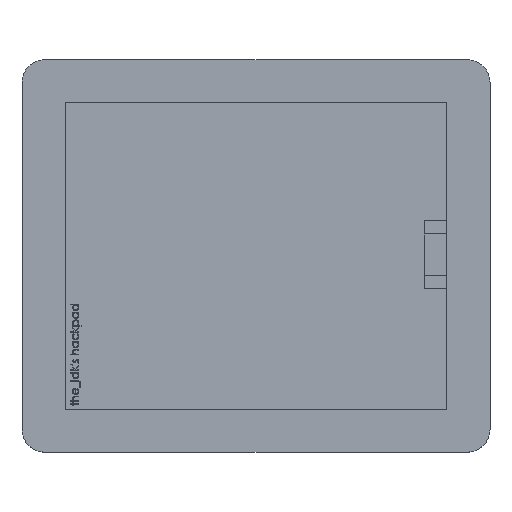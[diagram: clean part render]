
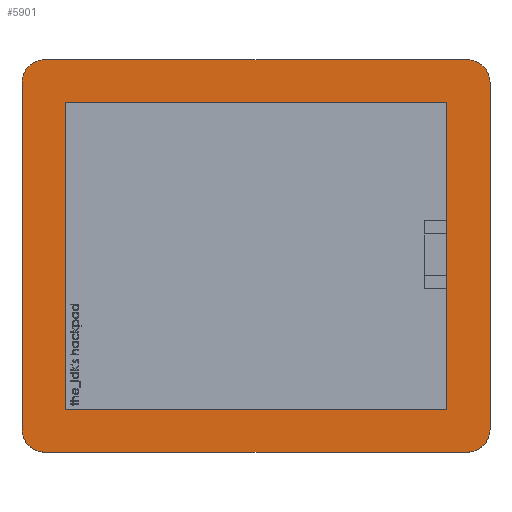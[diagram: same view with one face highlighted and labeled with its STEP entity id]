
A CAD part, top view. The second image highlights one B-rep face of the part: STEP entity #5901.
In plain terms, the highlighted planar face has unit normal (0, 0, 1).
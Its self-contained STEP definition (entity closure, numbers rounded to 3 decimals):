
#259 = VECTOR ( 'NONE', #10088, 1000. ) ;
#312 = EDGE_CURVE ( 'NONE', #2231, #991, #7295, .T. ) ;
#337 = EDGE_CURVE ( 'NONE', #739, #4390, #5912, .T. ) ;
#478 = CARTESIAN_POINT ( 'NONE',  ( -51.672, -43.338, 14.955 ) ) ;
#522 = EDGE_LOOP ( 'NONE', ( #11164, #8453, #4924, #8840, #6843, #10485, #11540, #7149 ) ) ;
#543 = CARTESIAN_POINT ( 'NONE',  ( -42.172, -33.838, 14.955 ) ) ;
#739 = VERTEX_POINT ( 'NONE', #2598 ) ;
#991 = VERTEX_POINT ( 'NONE', #4371 ) ;
#1011 = DIRECTION ( 'NONE',  ( 0., 1., 0. ) ) ;
#1082 = EDGE_CURVE ( 'NONE', #7282, #4051, #1806, .T. ) ;
#1090 = CARTESIAN_POINT ( 'NONE',  ( -42.172, 33.837, 14.955 ) ) ;
#1163 = CARTESIAN_POINT ( 'NONE',  ( -42.172, -33.838, 14.955 ) ) ;
#1241 = CARTESIAN_POINT ( 'NONE',  ( 46.672, -43.338, 14.955 ) ) ;
#1570 = EDGE_LOOP ( 'NONE', ( #4493, #7539, #9208, #2180 ) ) ;
#1588 = VECTOR ( 'NONE', #7524, 1000. ) ;
#1713 = VECTOR ( 'NONE', #8030, 1000. ) ;
#1782 = PLANE ( 'NONE',  #2094 ) ;
#1806 = LINE ( 'NONE', #8300, #259 ) ;
#1901 = CARTESIAN_POINT ( 'NONE',  ( 42.172, -33.837, 14.955 ) ) ;
#2094 = AXIS2_PLACEMENT_3D ( 'NONE', #3454, #5428, #5308 ) ;
#2180 = ORIENTED_EDGE ( 'NONE', *, *, #10997, .F. ) ;
#2231 = VERTEX_POINT ( 'NONE', #8548 ) ;
#2375 = CIRCLE ( 'NONE', #8662, 5. ) ;
#2529 = AXIS2_PLACEMENT_3D ( 'NONE', #3951, #3889, #4970 ) ;
#2598 = CARTESIAN_POINT ( 'NONE',  ( 42.172, 33.837, 14.955 ) ) ;
#2642 = VECTOR ( 'NONE', #5573, 1000. ) ;
#2663 = CARTESIAN_POINT ( 'NONE',  ( -51.672, 43.337, 14.955 ) ) ;
#2677 = CARTESIAN_POINT ( 'NONE',  ( -46.672, 43.337, 14.955 ) ) ;
#2897 = DIRECTION ( 'NONE',  ( 0., 1., 0. ) ) ;
#3060 = VECTOR ( 'NONE', #4118, 1000. ) ;
#3127 = VERTEX_POINT ( 'NONE', #10954 ) ;
#3454 = CARTESIAN_POINT ( 'NONE',  ( 0., 0., 14.955 ) ) ;
#3552 = CARTESIAN_POINT ( 'NONE',  ( -46.672, 38.337, 14.955 ) ) ;
#3592 = VERTEX_POINT ( 'NONE', #543 ) ;
#3635 = FACE_BOUND ( 'NONE', #1570, .T. ) ;
#3677 = DIRECTION ( 'NONE',  ( 1., 0., 0. ) ) ;
#3802 = DIRECTION ( 'NONE',  ( 0., 0., 1. ) ) ;
#3889 = DIRECTION ( 'NONE',  ( 0., 0., 1. ) ) ;
#3951 = CARTESIAN_POINT ( 'NONE',  ( 46.672, 38.337, 14.955 ) ) ;
#4042 = CARTESIAN_POINT ( 'NONE',  ( 42.172, -33.837, 14.955 ) ) ;
#4051 = VERTEX_POINT ( 'NONE', #1241 ) ;
#4118 = DIRECTION ( 'NONE',  ( 0., -1., 0. ) ) ;
#4164 = VERTEX_POINT ( 'NONE', #4042 ) ;
#4309 = DIRECTION ( 'NONE',  ( 0., 0., 1. ) ) ;
#4362 = DIRECTION ( 'NONE',  ( 1., 0., 0. ) ) ;
#4371 = CARTESIAN_POINT ( 'NONE',  ( 46.672, 43.337, 14.955 ) ) ;
#4390 = VERTEX_POINT ( 'NONE', #10505 ) ;
#4393 = VERTEX_POINT ( 'NONE', #8828 ) ;
#4493 = ORIENTED_EDGE ( 'NONE', *, *, #8879, .F. ) ;
#4749 = VERTEX_POINT ( 'NONE', #4971 ) ;
#4859 = LINE ( 'NONE', #1163, #2642 ) ;
#4924 = ORIENTED_EDGE ( 'NONE', *, *, #1082, .T. ) ;
#4968 = AXIS2_PLACEMENT_3D ( 'NONE', #6420, #3802, #3677 ) ;
#4970 = DIRECTION ( 'NONE',  ( 1., 0., 0. ) ) ;
#4971 = CARTESIAN_POINT ( 'NONE',  ( -51.672, 38.337, 14.955 ) ) ;
#5308 = DIRECTION ( 'NONE',  ( 1., 0., 0. ) ) ;
#5338 = AXIS2_PLACEMENT_3D ( 'NONE', #3552, #9985, #7183 ) ;
#5428 = DIRECTION ( 'NONE',  ( 0., 0., 1. ) ) ;
#5573 = DIRECTION ( 'NONE',  ( 0., -1., 0. ) ) ;
#5597 = CARTESIAN_POINT ( 'NONE',  ( -46.672, -43.338, 14.955 ) ) ;
#5607 = VECTOR ( 'NONE', #2897, 1000. ) ;
#5717 = CIRCLE ( 'NONE', #4968, 5. ) ;
#5815 = CARTESIAN_POINT ( 'NONE',  ( -42.172, -33.838, 14.955 ) ) ;
#5901 = ADVANCED_FACE ( 'NONE', ( #9944, #3635 ), #1782, .T. ) ;
#5912 = LINE ( 'NONE', #1090, #1588 ) ;
#5984 = VECTOR ( 'NONE', #8608, 1000. ) ;
#6191 = LINE ( 'NONE', #2663, #1713 ) ;
#6321 = EDGE_CURVE ( 'NONE', #4749, #3127, #6908, .T. ) ;
#6360 = EDGE_CURVE ( 'NONE', #991, #6929, #6191, .T. ) ;
#6420 = CARTESIAN_POINT ( 'NONE',  ( 46.672, -38.338, 14.955 ) ) ;
#6661 = EDGE_CURVE ( 'NONE', #6929, #4749, #8382, .T. ) ;
#6843 = ORIENTED_EDGE ( 'NONE', *, *, #8625, .T. ) ;
#6872 = EDGE_CURVE ( 'NONE', #3127, #7282, #2375, .T. ) ;
#6908 = LINE ( 'NONE', #478, #3060 ) ;
#6929 = VERTEX_POINT ( 'NONE', #2677 ) ;
#7149 = ORIENTED_EDGE ( 'NONE', *, *, #6661, .T. ) ;
#7183 = DIRECTION ( 'NONE',  ( 1., 0., 0. ) ) ;
#7282 = VERTEX_POINT ( 'NONE', #5597 ) ;
#7295 = CIRCLE ( 'NONE', #2529, 5. ) ;
#7524 = DIRECTION ( 'NONE',  ( -1., 0., 0. ) ) ;
#7539 = ORIENTED_EDGE ( 'NONE', *, *, #337, .F. ) ;
#7605 = CARTESIAN_POINT ( 'NONE',  ( -46.672, -38.338, 14.955 ) ) ;
#8030 = DIRECTION ( 'NONE',  ( -1., 0., 0. ) ) ;
#8300 = CARTESIAN_POINT ( 'NONE',  ( -51.672, -43.338, 14.955 ) ) ;
#8382 = CIRCLE ( 'NONE', #5338, 5. ) ;
#8393 = LINE ( 'NONE', #1901, #9330 ) ;
#8453 = ORIENTED_EDGE ( 'NONE', *, *, #6872, .T. ) ;
#8548 = CARTESIAN_POINT ( 'NONE',  ( 51.672, 38.337, 14.955 ) ) ;
#8608 = DIRECTION ( 'NONE',  ( 1., 0., 0. ) ) ;
#8625 = EDGE_CURVE ( 'NONE', #4393, #2231, #11066, .T. ) ;
#8662 = AXIS2_PLACEMENT_3D ( 'NONE', #7605, #4309, #4362 ) ;
#8828 = CARTESIAN_POINT ( 'NONE',  ( 51.672, -38.338, 14.955 ) ) ;
#8840 = ORIENTED_EDGE ( 'NONE', *, *, #9937, .T. ) ;
#8879 = EDGE_CURVE ( 'NONE', #4390, #3592, #4859, .T. ) ;
#9208 = ORIENTED_EDGE ( 'NONE', *, *, #9658, .F. ) ;
#9330 = VECTOR ( 'NONE', #1011, 1000. ) ;
#9658 = EDGE_CURVE ( 'NONE', #4164, #739, #8393, .T. ) ;
#9937 = EDGE_CURVE ( 'NONE', #4051, #4393, #5717, .T. ) ;
#9944 = FACE_OUTER_BOUND ( 'NONE', #522, .T. ) ;
#9985 = DIRECTION ( 'NONE',  ( 0., 0., 1. ) ) ;
#10088 = DIRECTION ( 'NONE',  ( 1., 0., 0. ) ) ;
#10170 = CARTESIAN_POINT ( 'NONE',  ( 51.672, -43.338, 14.955 ) ) ;
#10485 = ORIENTED_EDGE ( 'NONE', *, *, #312, .T. ) ;
#10505 = CARTESIAN_POINT ( 'NONE',  ( -42.172, 33.837, 14.955 ) ) ;
#10516 = LINE ( 'NONE', #5815, #5984 ) ;
#10954 = CARTESIAN_POINT ( 'NONE',  ( -51.672, -38.338, 14.955 ) ) ;
#10997 = EDGE_CURVE ( 'NONE', #3592, #4164, #10516, .T. ) ;
#11066 = LINE ( 'NONE', #10170, #5607 ) ;
#11164 = ORIENTED_EDGE ( 'NONE', *, *, #6321, .T. ) ;
#11540 = ORIENTED_EDGE ( 'NONE', *, *, #6360, .T. ) ;
